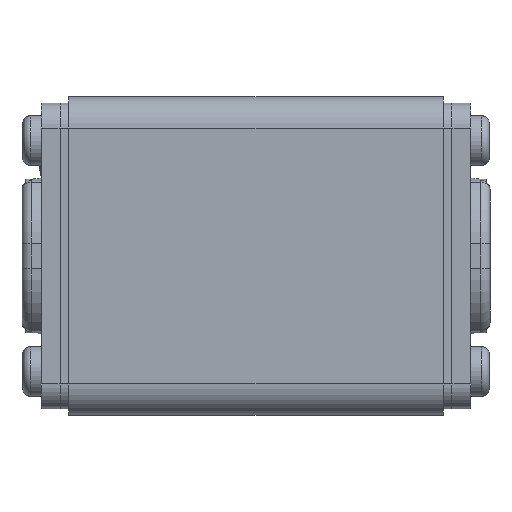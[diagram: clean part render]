
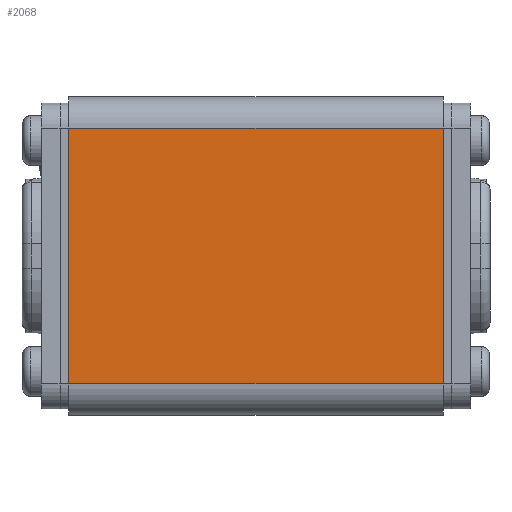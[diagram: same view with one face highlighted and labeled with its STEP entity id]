
A CAD part, left-side view. The second image highlights one B-rep face of the part: STEP entity #2068.
In plain terms, the highlighted face is planar.
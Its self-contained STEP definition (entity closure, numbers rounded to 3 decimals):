
#155=DIRECTION('',(0.,0.,1.));
#156=VECTOR('',#155,41.);
#157=CARTESIAN_POINT('',(-30.,25.5,-20.5));
#158=LINE('',#157,#156);
#612=DIRECTION('',(-1.,0.,0.));
#613=VECTOR('',#612,60.);
#614=CARTESIAN_POINT('',(30.,25.5,-20.5));
#615=LINE('',#614,#613);
#619=DIRECTION('',(-1.,0.,0.));
#620=VECTOR('',#619,60.);
#621=CARTESIAN_POINT('',(30.,25.5,20.5));
#622=LINE('',#621,#620);
#678=DIRECTION('',(0.,0.,1.));
#679=VECTOR('',#678,41.);
#680=CARTESIAN_POINT('',(30.,25.5,-20.5));
#681=LINE('',#680,#679);
#1556=CARTESIAN_POINT('',(-30.,25.5,-20.5));
#1558=VERTEX_POINT('',#1556);
#1562=CARTESIAN_POINT('',(30.,25.5,-20.5));
#1563=VERTEX_POINT('',#1562);
#1565=CARTESIAN_POINT('',(-30.,25.5,20.5));
#1567=VERTEX_POINT('',#1565);
#1568=CARTESIAN_POINT('',(30.,25.5,20.5));
#1569=VERTEX_POINT('',#1568);
#2055=CARTESIAN_POINT('',(-30.,25.5,-25.5));
#2056=DIRECTION('',(0.,1.,0.));
#2057=DIRECTION('',(0.,0.,1.));
#2058=AXIS2_PLACEMENT_3D('',#2055,#2056,#2057);
#2059=PLANE('',#2058);
#2061=ORIENTED_EDGE('',*,*,#2060,.F.);
#2063=ORIENTED_EDGE('',*,*,#2062,.T.);
#2064=ORIENTED_EDGE('',*,*,#2040,.T.);
#2065=ORIENTED_EDGE('',*,*,#1815,.F.);
#2066=EDGE_LOOP('',(#2061,#2063,#2064,#2065));
#2067=FACE_OUTER_BOUND('',#2066,.F.);
#1815=EDGE_CURVE('',#1558,#1567,#158,.T.);
#2040=EDGE_CURVE('',#1569,#1567,#622,.T.);
#2060=EDGE_CURVE('',#1563,#1558,#615,.T.);
#2062=EDGE_CURVE('',#1563,#1569,#681,.T.);
#2068=ADVANCED_FACE('',(#2067),#2059,.T.);
